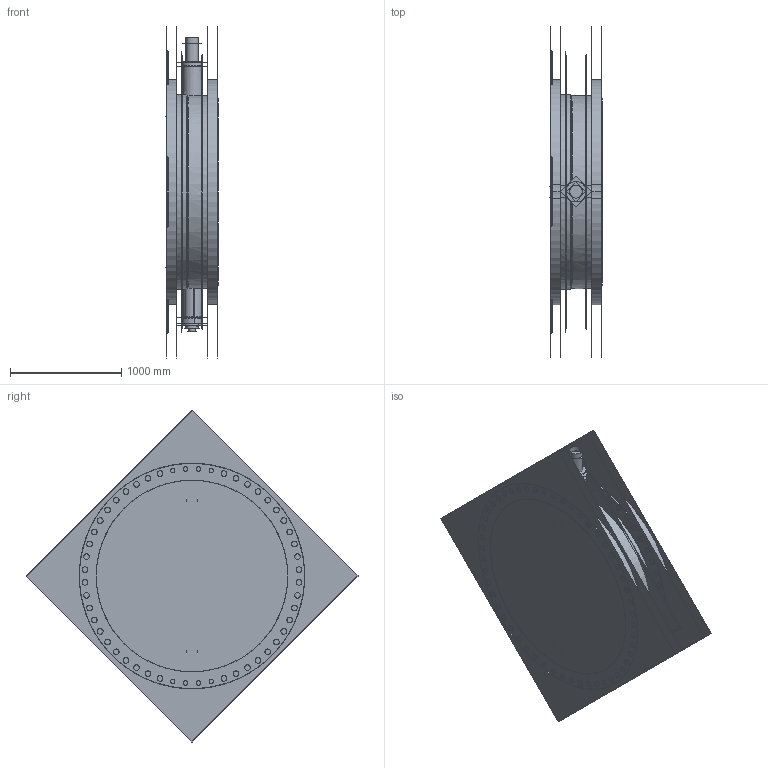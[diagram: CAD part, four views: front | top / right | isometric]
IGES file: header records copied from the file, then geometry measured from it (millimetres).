
Start section:  PTC IGES file: class_150b_flxfl-66-inch_asm.igs
Global section: file name: class_150b_flxfl-66-inch_asm.igs; native system: Creo Parametric by Parametric Technology Corporation; preprocessor: 2013050; author: HAPPY; organization: Unknown; date: 20161214.170853; units: inch
Bounding box: 481.16 x 2989.14 x 2989.14 mm (x, y, z)
Volume: 579927641.4 mm3; surface area: 111665610.8 mm2
Topology: 9 solids, 9 shells, 1042 faces, 5820 edges, 7634 vertices
Faces by surface type: revolution 888, bspline 154
